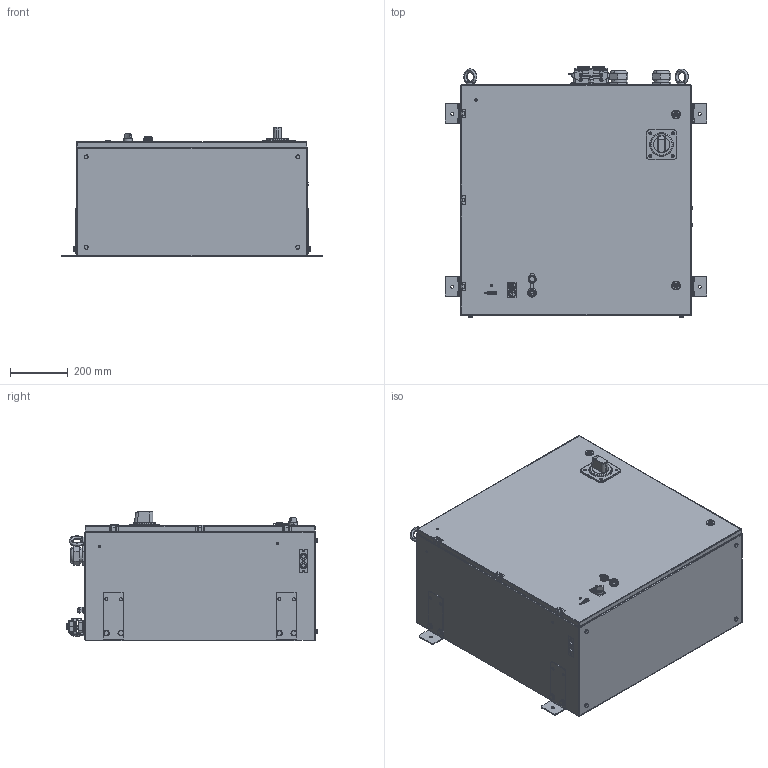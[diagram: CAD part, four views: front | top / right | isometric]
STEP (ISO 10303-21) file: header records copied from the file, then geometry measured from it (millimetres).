
FILE_DESCRIPTION (( 'STEP AP214' ), '1' );
FILE_NAME ('IPAK 1K STD (UK).STEP', '2022-02-08T15:34:47', ( '' ), ( '' ), 'SwSTEP 2.0', 'SolidWorks 2021', '' );
FILE_SCHEMA (( 'AUTOMOTIVE_DESIGN' ));
Length unit declared in the file: millimetre
Products named in the file (1): IPAK 1K STD (UK)
Bounding box: 908 x 867.2 x 449.1 mm (x, y, z)
Surface area: 4089686.6 mm2 (no closed solid volume)
Topology: 0 solids, 131 shells, 1098 faces, 4757 edges, 3651 vertices
Faces by surface type: plane 502, cylinder 353, cone 94, bspline 78, torus 57, sphere 14
Entity records: 68854 total; most frequent: CARTESIAN_POINT 19739, DIRECTION 7501, ORIENTED_EDGE 6472, EDGE_CURVE 4750, VERTEX_POINT 3651, AXIS2_PLACEMENT_3D 2515, VECTOR 2471, LINE 2471
